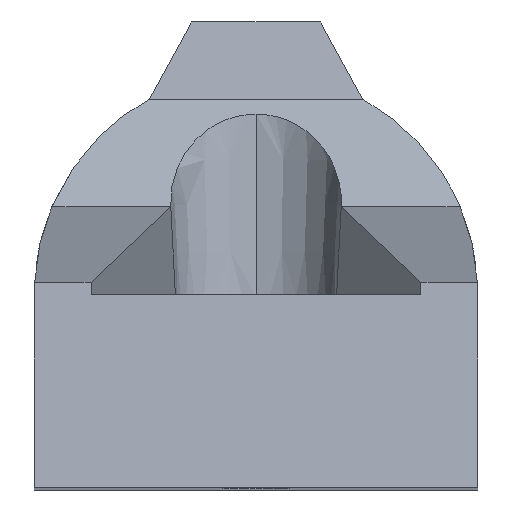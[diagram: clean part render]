
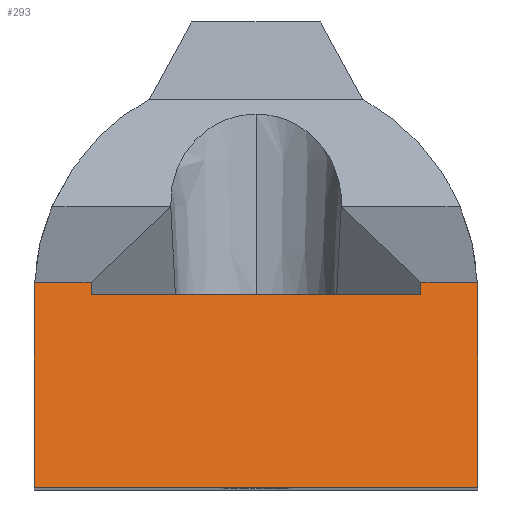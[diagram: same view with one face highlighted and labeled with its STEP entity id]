
A CAD part, top view. The second image highlights one B-rep face of the part: STEP entity #293.
In plain terms, the highlighted planar face has unit normal (0, 0.174, 0.985).
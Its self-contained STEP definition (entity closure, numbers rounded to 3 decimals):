
#1 =( BOUNDED_CURVE ( )  B_SPLINE_CURVE ( 3, ( #276, #1550, #688, #1562 ),
 .UNSPECIFIED., .F., .T. ) 
 B_SPLINE_CURVE_WITH_KNOTS ( ( 4, 4 ),
 ( 1.527, 1.571 ),
 .UNSPECIFIED. ) 
 CURVE ( )  GEOMETRIC_REPRESENTATION_ITEM ( )  RATIONAL_B_SPLINE_CURVE ( ( 1., 1., 1., 1. ) ) 
 REPRESENTATION_ITEM ( '' )  );
#9 = ORIENTED_EDGE ( 'NONE', *, *, #389, .T. ) ;
#44 = LINE ( 'NONE', #1366, #1391 ) ;
#64 = ORIENTED_EDGE ( 'NONE', *, *, #516, .F. ) ;
#128 = ORIENTED_EDGE ( 'NONE', *, *, #992, .F. ) ;
#157 = CARTESIAN_POINT ( 'NONE',  ( -19.57, 27.211, 180.27 ) ) ;
#173 = CARTESIAN_POINT ( 'NONE',  ( 27.501, 52.641, 175.782 ) ) ;
#198 = CARTESIAN_POINT ( 'NONE',  ( -27.5, 53.041, 175.712 ) ) ;
#209 = VERTEX_POINT ( 'NONE', #336 ) ;
#222 = VECTOR ( 'NONE', #1540, 1000. ) ;
#235 = VERTEX_POINT ( 'NONE', #589 ) ;
#243 = VECTOR ( 'NONE', #1002, 1000. ) ;
#247 = EDGE_CURVE ( 'NONE', #235, #728, #1678, .T. ) ;
#256 = ORIENTED_EDGE ( 'NONE', *, *, #247, .F. ) ;
#263 = CARTESIAN_POINT ( 'NONE',  ( 20.422, 52.641, 175.782 ) ) ;
#276 = CARTESIAN_POINT ( 'NONE',  ( 27.474, 54.241, 175.5 ) ) ;
#293 = ADVANCED_FACE ( 'NONE', ( #1078 ), #470, .T. ) ;
#300 = CARTESIAN_POINT ( 'NONE',  ( -20.476, 54.241, 175.5 ) ) ;
#336 = CARTESIAN_POINT ( 'NONE',  ( 20.476, 54.241, 175.5 ) ) ;
#353 = CARTESIAN_POINT ( 'NONE',  ( -27.5, 53.441, 175.641 ) ) ;
#358 = CARTESIAN_POINT ( 'NONE',  ( 27.5, 28.741, 180. ) ) ;
#376 = EDGE_CURVE ( 'NONE', #1612, #879, #44, .T. ) ;
#389 = EDGE_CURVE ( 'NONE', #738, #209, #1082, .T. ) ;
#420 = DIRECTION ( 'NONE',  ( 0., -0.985, 0.174 ) ) ;
#470 = PLANE ( 'NONE',  #677 ) ;
#471 = EDGE_CURVE ( 'NONE', #518, #879, #1378, .T. ) ;
#483 = CARTESIAN_POINT ( 'NONE',  ( 0., 28.741, 180. ) ) ;
#516 = EDGE_CURVE ( 'NONE', #1293, #518, #1416, .T. ) ;
#518 = VERTEX_POINT ( 'NONE', #1661 ) ;
#561 = LINE ( 'NONE', #483, #243 ) ;
#564 = VECTOR ( 'NONE', #420, 1000. ) ;
#589 = CARTESIAN_POINT ( 'NONE',  ( -20.422, 52.641, 175.782 ) ) ;
#607 = LINE ( 'NONE', #157, #1541 ) ;
#612 = DIRECTION ( 'NONE',  ( 0., 0.174, 0.985 ) ) ;
#643 = EDGE_CURVE ( 'NONE', #209, #728, #1375, .T. ) ;
#648 = ORIENTED_EDGE ( 'NONE', *, *, #814, .F. ) ;
#675 = CARTESIAN_POINT ( 'NONE',  ( 27.474, 54.241, 175.5 ) ) ;
#677 = AXIS2_PLACEMENT_3D ( 'NONE', #997, #612, #1353 ) ;
#688 = CARTESIAN_POINT ( 'NONE',  ( 27.5, 53.441, 175.641 ) ) ;
#728 = VERTEX_POINT ( 'NONE', #263 ) ;
#733 = VERTEX_POINT ( 'NONE', #790 ) ;
#738 = VERTEX_POINT ( 'NONE', #675 ) ;
#750 = CARTESIAN_POINT ( 'NONE',  ( -27.5, 28.741, 180. ) ) ;
#754 = LINE ( 'NONE', #1058, #564 ) ;
#790 = CARTESIAN_POINT ( 'NONE',  ( 27.5, 53.041, 175.712 ) ) ;
#800 = ORIENTED_EDGE ( 'NONE', *, *, #1212, .F. ) ;
#814 = EDGE_CURVE ( 'NONE', #733, #1060, #754, .T. ) ;
#823 = ORIENTED_EDGE ( 'NONE', *, *, #643, .T. ) ;
#866 = CARTESIAN_POINT ( 'NONE',  ( 27.501, 54.241, 175.5 ) ) ;
#879 = VERTEX_POINT ( 'NONE', #1191 ) ;
#887 = EDGE_CURVE ( 'NONE', #235, #1612, #607, .T. ) ;
#911 = EDGE_LOOP ( 'NONE', ( #9, #823, #256, #939, #1446, #1233, #64, #128, #648, #800 ) ) ;
#939 = ORIENTED_EDGE ( 'NONE', *, *, #887, .T. ) ;
#992 = EDGE_CURVE ( 'NONE', #1060, #1293, #561, .T. ) ;
#997 = CARTESIAN_POINT ( 'NONE',  ( 27.501, 28.741, 180. ) ) ;
#1002 = DIRECTION ( 'NONE',  ( -1., 0., 0. ) ) ;
#1010 = VECTOR ( 'NONE', #1129, 1000. ) ;
#1058 = CARTESIAN_POINT ( 'NONE',  ( 27.5, 28.741, 180. ) ) ;
#1060 = VERTEX_POINT ( 'NONE', #358 ) ;
#1078 = FACE_OUTER_BOUND ( 'NONE', #911, .T. ) ;
#1082 = LINE ( 'NONE', #866, #1181 ) ;
#1109 = CARTESIAN_POINT ( 'NONE',  ( -27.491, 53.841, 175.571 ) ) ;
#1126 = DIRECTION ( 'NONE',  ( -1., 0., 0. ) ) ;
#1129 = DIRECTION ( 'NONE',  ( 0., 0.985, -0.174 ) ) ;
#1181 = VECTOR ( 'NONE', #1497, 1000. ) ;
#1191 = CARTESIAN_POINT ( 'NONE',  ( -27.474, 54.241, 175.5 ) ) ;
#1212 = EDGE_CURVE ( 'NONE', #738, #733, #1, .T. ) ;
#1233 = ORIENTED_EDGE ( 'NONE', *, *, #471, .F. ) ;
#1293 = VERTEX_POINT ( 'NONE', #750 ) ;
#1353 = DIRECTION ( 'NONE',  ( 0., -0.985, 0.174 ) ) ;
#1366 = CARTESIAN_POINT ( 'NONE',  ( 27.501, 54.241, 175.5 ) ) ;
#1375 = LINE ( 'NONE', #1528, #222 ) ;
#1378 =( BOUNDED_CURVE ( )  B_SPLINE_CURVE ( 3, ( #198, #353, #1109, #1624 ),
 .UNSPECIFIED., .F., .F. ) 
 B_SPLINE_CURVE_WITH_KNOTS ( ( 4, 4 ),
 ( 4.712, 4.756 ),
 .UNSPECIFIED. ) 
 CURVE ( )  GEOMETRIC_REPRESENTATION_ITEM ( )  RATIONAL_B_SPLINE_CURVE ( ( 1., 1., 1., 1. ) ) 
 REPRESENTATION_ITEM ( '' )  );
#1391 = VECTOR ( 'NONE', #1126, 1000. ) ;
#1396 = VECTOR ( 'NONE', #1493, 1000. ) ;
#1416 = LINE ( 'NONE', #1657, #1010 ) ;
#1429 = DIRECTION ( 'NONE',  ( -0.033, 0.984, -0.174 ) ) ;
#1446 = ORIENTED_EDGE ( 'NONE', *, *, #376, .T. ) ;
#1493 = DIRECTION ( 'NONE',  ( 1., 0., 0. ) ) ;
#1497 = DIRECTION ( 'NONE',  ( -1., 0., 0. ) ) ;
#1528 = CARTESIAN_POINT ( 'NONE',  ( 19.629, 28.997, 179.955 ) ) ;
#1540 = DIRECTION ( 'NONE',  ( -0.033, -0.984, 0.174 ) ) ;
#1541 = VECTOR ( 'NONE', #1429, 1000. ) ;
#1550 = CARTESIAN_POINT ( 'NONE',  ( 27.491, 53.841, 175.571 ) ) ;
#1562 = CARTESIAN_POINT ( 'NONE',  ( 27.5, 53.041, 175.712 ) ) ;
#1612 = VERTEX_POINT ( 'NONE', #300 ) ;
#1624 = CARTESIAN_POINT ( 'NONE',  ( -27.474, 54.241, 175.5 ) ) ;
#1657 = CARTESIAN_POINT ( 'NONE',  ( -27.5, 28.741, 180. ) ) ;
#1661 = CARTESIAN_POINT ( 'NONE',  ( -27.5, 53.041, 175.712 ) ) ;
#1678 = LINE ( 'NONE', #173, #1396 ) ;
